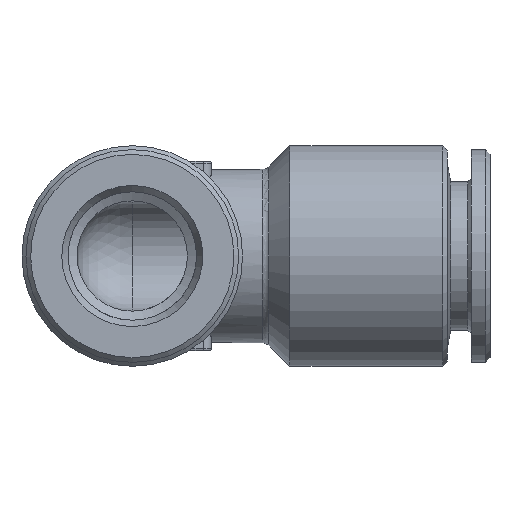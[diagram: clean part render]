
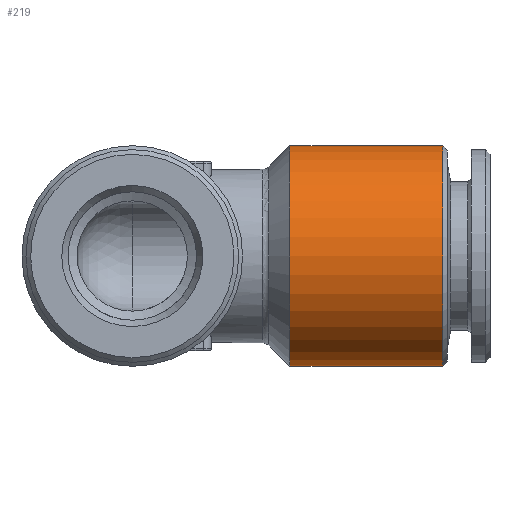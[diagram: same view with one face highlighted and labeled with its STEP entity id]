
A CAD part, front view. The second image highlights one B-rep face of the part: STEP entity #219.
In plain terms, the highlighted cylindrical face has radius 7 mm (diameter 14 mm), a full revolution.
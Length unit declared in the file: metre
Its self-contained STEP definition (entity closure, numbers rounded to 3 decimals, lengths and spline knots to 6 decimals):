
#219 = ADVANCED_FACE( 'NONE', ( #486, #487 ), #488, .T. );
#486 = FACE_OUTER_BOUND( '', #932, .T. );
#487 = FACE_OUTER_BOUND( '', #933, .T. );
#488 = CYLINDRICAL_SURFACE( '', #934, 0.007 );
#932 = EDGE_LOOP( '', ( #1460 ) );
#933 = EDGE_LOOP( '', ( #1461 ) );
#934 = AXIS2_PLACEMENT_3D( '', #1462, #1463, #1464 );
#1460 = ORIENTED_EDGE( '', *, *, #1853, .T. );
#1461 = ORIENTED_EDGE( '', *, *, #1818, .T. );
#1462 = CARTESIAN_POINT( '', ( 0., 0., 0. ) );
#1463 = DIRECTION( '', ( 1., 0., 0. ) );
#1464 = DIRECTION( '', ( 0., 0., 1. ) );
#1818 = EDGE_CURVE( 'NONE', #2135, #2135, #2136, .T. );
#1853 = EDGE_CURVE( 'NONE', #2191, #2191, #2192, .T. );
#2135 = VERTEX_POINT( '', #2606 );
#2136 = CIRCLE( '', #2607, 0.007 );
#2191 = VERTEX_POINT( '', #2753 );
#2192 = CIRCLE( '', #2754, 0.007 );
#2606 = CARTESIAN_POINT( '', ( 0.0197, 0., 0.007 ) );
#2607 = AXIS2_PLACEMENT_3D( '', #3177, #3178, #3179 );
#2753 = CARTESIAN_POINT( '', ( 0.01, 0., -0.007 ) );
#2754 = AXIS2_PLACEMENT_3D( '', #3226, #3227, #3228 );
#3177 = CARTESIAN_POINT( '', ( 0.0197, 0., 0. ) );
#3178 = DIRECTION( '', ( -1., 0., 0. ) );
#3179 = DIRECTION( '', ( 0., 0., 1. ) );
#3226 = CARTESIAN_POINT( '', ( 0.01, 0., 0. ) );
#3227 = DIRECTION( '', ( 1., 0., 0. ) );
#3228 = DIRECTION( '', ( 0., 0., -1. ) );
